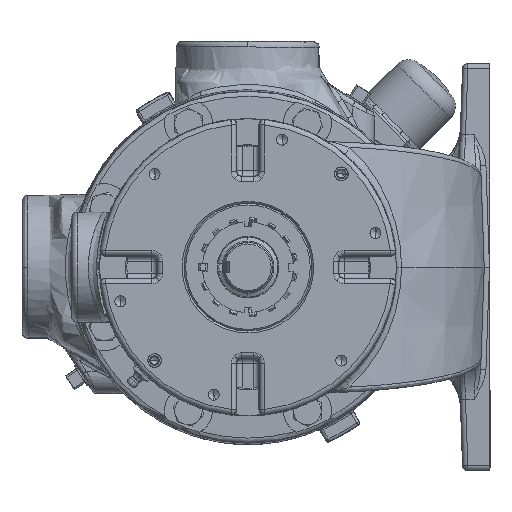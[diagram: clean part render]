
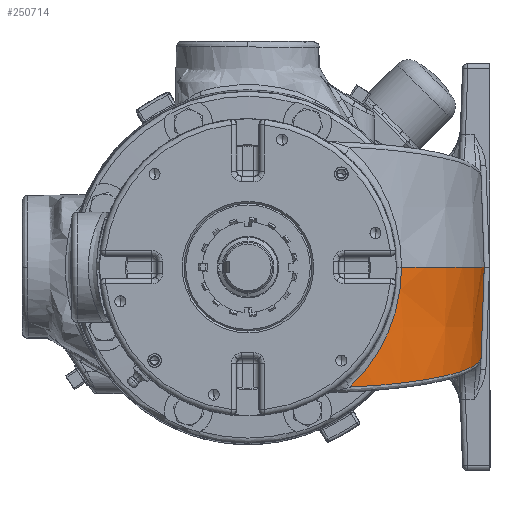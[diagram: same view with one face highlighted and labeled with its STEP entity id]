
A CAD part, left-side view. The second image highlights one B-rep face of the part: STEP entity #250714.
In plain terms, the highlighted conical face has half-angle 2 degrees and reference radius 100.076 mm.
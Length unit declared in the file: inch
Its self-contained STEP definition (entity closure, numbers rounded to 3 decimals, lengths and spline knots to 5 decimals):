
#1603 = CARTESIAN_POINT ( 'NONE',  ( -6.09, -5.36843, 0. ) ) ;
#2570 = CARTESIAN_POINT ( 'NONE',  ( -8.3261, -4.59172, -2.4438 ) ) ;
#4211 = CARTESIAN_POINT ( 'NONE',  ( -9.65241, -3.03671, -2.67719 ) ) ;
#5795 = EDGE_CURVE ( 'Defeatured_0_883+Defeatured_0_882+Defeatured_0_635+Defeatured_0_1011', #216805, #142728, #233144, .T. ) ;
#7546 = CARTESIAN_POINT ( 'NONE',  ( -6.63107, -5.25795, -2.14549 ) ) ;
#9236 = CARTESIAN_POINT ( 'NONE',  ( -9.12757, -3.86504, -2.58484 ) ) ;
#16952 = CARTESIAN_POINT ( 'NONE',  ( -9.50387, -3.4636, -0.45104 ) ) ;
#21183 = ORIENTED_EDGE ( 'NONE', *, *, #5795, .T. ) ;
#22068 = CARTESIAN_POINT ( 'NONE',  ( -9.81921, -2.66641, -2.35534 ) ) ;
#28167 = CARTESIAN_POINT ( 'NONE',  ( -6.30733, -5.28992, -2.08851 ) ) ;
#28637 = B_SPLINE_CURVE_WITH_KNOTS ( 'NONE', 3,
 ( #287634, #215810, #110048, #28167, #133955, #164575, #7546, #263709, #111710, #29835, #238118, #316616, #241455, #214155, #57129, #82775, #212502, #318280, #2570, #267052, #290942, #86110, #55443, #9236, #33190, #138970, #185248, #157916, #4211, #217491, #53758, #87794 ),
 .UNSPECIFIED., .F., .F.,
 ( 4, 2, 2, 2, 2, 2, 2, 2, 2, 2, 2, 2, 2, 2, 2, 4 ),
 ( 0., 0.00421, 0.00841, 0.01682, 0.02523, 0.02944, 0.03365, 0.05047, 0.05888, 0.06309, 0.06729, 0.08412, 0.10094, 0.10935, 0.11776, 0.13459 ),
 .UNSPECIFIED. ) ;
#29835 = CARTESIAN_POINT ( 'NONE',  ( -7.10718, -5.15835, -2.22929 ) ) ;
#31912 = DIRECTION ( 'NONE',  ( 0., 0., 1. ) ) ;
#33190 = CARTESIAN_POINT ( 'NONE',  ( -9.26186, -3.69429, -2.60846 ) ) ;
#37514 = CARTESIAN_POINT ( 'NONE',  ( -9.9121, -2.32002, -2.72288 ) ) ;
#41045 = CARTESIAN_POINT ( 'NONE',  ( -9.50513, -3.4911, 0. ) ) ;
#42507 = CARTESIAN_POINT ( 'NONE',  ( -9.53416, -3.38467, -0.89466 ) ) ;
#44216 = CARTESIAN_POINT ( 'NONE',  ( -9.64555, -3.13164, -1.60847 ) ) ;
#45939 = CARTESIAN_POINT ( 'NONE',  ( -9.63424, -3.15802, -1.55106 ) ) ;
#53758 = CARTESIAN_POINT ( 'NONE',  ( -9.85684, -2.53333, -2.71315 ) ) ;
#55443 = CARTESIAN_POINT ( 'NONE',  ( -8.83379, -4.18219, -2.53314 ) ) ;
#57129 = CARTESIAN_POINT ( 'NONE',  ( -7.76869, -4.91987, -2.34571 ) ) ;
#60301 = CONICAL_SURFACE ( 'NONE', #92952, 3.94, 0.035 ) ;
#65083 = VERTEX_POINT ( 'NONE', #119908 ) ;
#69894 = CARTESIAN_POINT ( 'NONE',  ( -9.66906, -3.07546, -1.72201 ) ) ;
#82775 = CARTESIAN_POINT ( 'NONE',  ( -8.05257, -4.76612, -2.39567 ) ) ;
#83179 = FACE_OUTER_BOUND ( 'NONE', #147540, .T. ) ;
#85954 = AXIS2_PLACEMENT_3D ( 'NONE', #115465, #222902, #274117 ) ;
#86110 = CARTESIAN_POINT ( 'NONE',  ( -8.6743, -4.32859, -2.50508 ) ) ;
#87794 = CARTESIAN_POINT ( 'NONE',  ( -9.9121, -2.32002, -2.72288 ) ) ;
#92952 = AXIS2_PLACEMENT_3D ( 'NONE', #265786, #31912, #320369 ) ;
#97219 = CARTESIAN_POINT ( 'NONE',  ( -9.52074, -3.41729, -0.73776 ) ) ;
#110048 = CARTESIAN_POINT ( 'NONE',  ( -6.19872, -5.29505, -2.0694 ) ) ;
#111710 = CARTESIAN_POINT ( 'NONE',  ( -6.9498, -5.1988, -2.20159 ) ) ;
#115465 = CARTESIAN_POINT ( 'NONE',  ( -6.09, -1.32346, 0. ) ) ;
#119908 = CARTESIAN_POINT ( 'NONE',  ( -6.09, -5.29684, -2.05026 ) ) ;
#121068 = CARTESIAN_POINT ( 'NONE',  ( -9.68726, -3.03094, -1.80626 ) ) ;
#122780 = CARTESIAN_POINT ( 'NONE',  ( -9.51177, -3.44035, -0.61092 ) ) ;
#133955 = CARTESIAN_POINT ( 'NONE',  ( -6.36163, -5.28624, -2.09807 ) ) ;
#138970 = CARTESIAN_POINT ( 'NONE',  ( -9.4434, -3.41897, -2.64041 ) ) ;
#142728 = VERTEX_POINT ( 'NONE', #41045 ) ;
#146644 = CARTESIAN_POINT ( 'NONE',  ( -9.51379, -3.43496, -0.64283 ) ) ;
#147540 = EDGE_LOOP ( 'NONE', ( #336558, #232972, #21183, #220031 ) ) ;
#157916 = CARTESIAN_POINT ( 'NONE',  ( -9.60425, -3.13411, -2.66871 ) ) ;
#162251 = CARTESIAN_POINT ( 'NONE',  ( -6.09, -5.26346, -3.00599 ) ) ;
#164219 = EDGE_CURVE ( 'Defeatured_0_884+Defeatured_0_883+Defeatured_0_636+Defeatured_0_1012', #65083, #318560, #28637, .T. ) ;
#164575 = CARTESIAN_POINT ( 'NONE',  ( -6.52377, -5.2719, -2.12661 ) ) ;
#169800 = CARTESIAN_POINT ( 'NONE',  ( -9.9121, -2.32002, -2.72288 ) ) ;
#174010 = CARTESIAN_POINT ( 'NONE',  ( -9.51827, -3.42344, -0.70623 ) ) ;
#177430 = CARTESIAN_POINT ( 'NONE',  ( -9.68114, -3.04603, -1.77828 ) ) ;
#181279 = EDGE_CURVE ( 'Defeatured_0_1011+Defeatured_0_883+Defeatured_0_1012+Defeatured_0_1010', #318560, #142728, #201011, .T. ) ;
#185248 = CARTESIAN_POINT ( 'NONE',  ( -9.49976, -3.32522, -2.65033 ) ) ;
#199668 = CARTESIAN_POINT ( 'NONE',  ( -9.58216, -3.27656, -1.25888 ) ) ;
#201011 = B_SPLINE_CURVE_WITH_KNOTS ( 'NONE', 3,
 ( #37514, #320987, #244135, #22068, #336193, #255922, #303708, #121068, #177430, #69894, #226900, #44216, #45939, #203079, #199668, #331105, #42507, #97219, #174010, #146644, #122780, #334504, #16952, #225197, #283161, #329416 ),
 .UNSPECIFIED., .F., .F.,
 ( 4, 2, 2, 2, 2, 2, 2, 2, 2, 2, 2, 2, 4 ),
 ( 0., 0.00973, 0.01947, 0.0292, 0.03163, 0.03407, 0.03893, 0.04867, 0.0584, 0.06083, 0.06327, 0.06814, 0.07787 ),
 .UNSPECIFIED. ) ;
#203079 = CARTESIAN_POINT ( 'NONE',  ( -9.60181, -3.23271, -1.37712 ) ) ;
#212502 = CARTESIAN_POINT ( 'NONE',  ( -8.14524, -4.71097, -2.41197 ) ) ;
#214155 = CARTESIAN_POINT ( 'NONE',  ( -7.57166, -5.00683, -2.31103 ) ) ;
#215810 = CARTESIAN_POINT ( 'NONE',  ( -6.14438, -5.2965, -2.05983 ) ) ;
#216805 = VERTEX_POINT ( 'NONE', #1603 ) ;
#217491 = CARTESIAN_POINT ( 'NONE',  ( -9.78474, -2.73904, -2.70047 ) ) ;
#220031 = ORIENTED_EDGE ( 'NONE', *, *, #181279, .F. ) ;
#222902 = DIRECTION ( 'NONE',  ( 0., 0., -1. ) ) ;
#225197 = CARTESIAN_POINT ( 'NONE',  ( -9.49916, -3.48371, -0.25849 ) ) ;
#226900 = CARTESIAN_POINT ( 'NONE',  ( -9.66311, -3.08979, -1.69373 ) ) ;
#232972 = ORIENTED_EDGE ( 'NONE', *, *, #275221, .F. ) ;
#233144 = CIRCLE ( 'NONE', #85954, 4.04497 ) ;
#238118 = CARTESIAN_POINT ( 'NONE',  ( -7.15944, -5.14377, -2.23849 ) ) ;
#239141 = LINE ( 'NONE', #162251, #249817 ) ;
#241455 = CARTESIAN_POINT ( 'NONE',  ( -7.31541, -5.09563, -2.26594 ) ) ;
#244135 = CARTESIAN_POINT ( 'NONE',  ( -9.86759, -2.50155, -2.54504 ) ) ;
#249817 = VECTOR ( 'NONE', #291990, 39.37008 ) ;
#250714 = ADVANCED_FACE ( 'Defeatured_0_883', ( #83179 ), #60301, .T. ) ;
#255922 = CARTESIAN_POINT ( 'NONE',  ( -9.74348, -2.88721, -2.05125 ) ) ;
#263709 = CARTESIAN_POINT ( 'NONE',  ( -6.84408, -5.2214, -2.18298 ) ) ;
#265786 = CARTESIAN_POINT ( 'NONE',  ( -6.09, -1.32346, -3.00599 ) ) ;
#267052 = CARTESIAN_POINT ( 'NONE',  ( -8.41477, -4.52858, -2.45941 ) ) ;
#274117 = DIRECTION ( 'NONE',  ( 1., 0., 0. ) ) ;
#275221 = EDGE_CURVE ( 'Defeatured_0_635+Defeatured_0_883+Defeatured_0_634+Defeatured_0_636', #216805, #65083, #239141, .T. ) ;
#283161 = CARTESIAN_POINT ( 'NONE',  ( -9.50005, -3.49067, -0.12954 ) ) ;
#287634 = CARTESIAN_POINT ( 'NONE',  ( -6.09, -5.29684, -2.05026 ) ) ;
#290942 = CARTESIAN_POINT ( 'NONE',  ( -8.4587, -4.49592, -2.46714 ) ) ;
#291990 = DIRECTION ( 'NONE',  ( 0., 0.035, -0.999 ) ) ;
#303708 = CARTESIAN_POINT ( 'NONE',  ( -9.71808, -2.95394, -1.94466 ) ) ;
#316616 = CARTESIAN_POINT ( 'NONE',  ( -7.26356, -5.11241, -2.25681 ) ) ;
#318280 = CARTESIAN_POINT ( 'NONE',  ( -8.28126, -4.62228, -2.43591 ) ) ;
#318560 = VERTEX_POINT ( 'NONE', #169800 ) ;
#320369 = DIRECTION ( 'NONE',  ( 1., 0., 0. ) ) ;
#320987 = CARTESIAN_POINT ( 'NONE',  ( -9.8908, -2.41374, -2.63599 ) ) ;
#329416 = CARTESIAN_POINT ( 'NONE',  ( -9.50513, -3.4911, 0. ) ) ;
#331105 = CARTESIAN_POINT ( 'NONE',  ( -9.54834, -3.35254, -1.01764 ) ) ;
#334504 = CARTESIAN_POINT ( 'NONE',  ( -9.50644, -3.45527, -0.51508 ) ) ;
#336193 = CARTESIAN_POINT ( 'NONE',  ( -9.79404, -2.74344, -2.2566 ) ) ;
#336558 = ORIENTED_EDGE ( 'NONE', *, *, #164219, .F. ) ;
